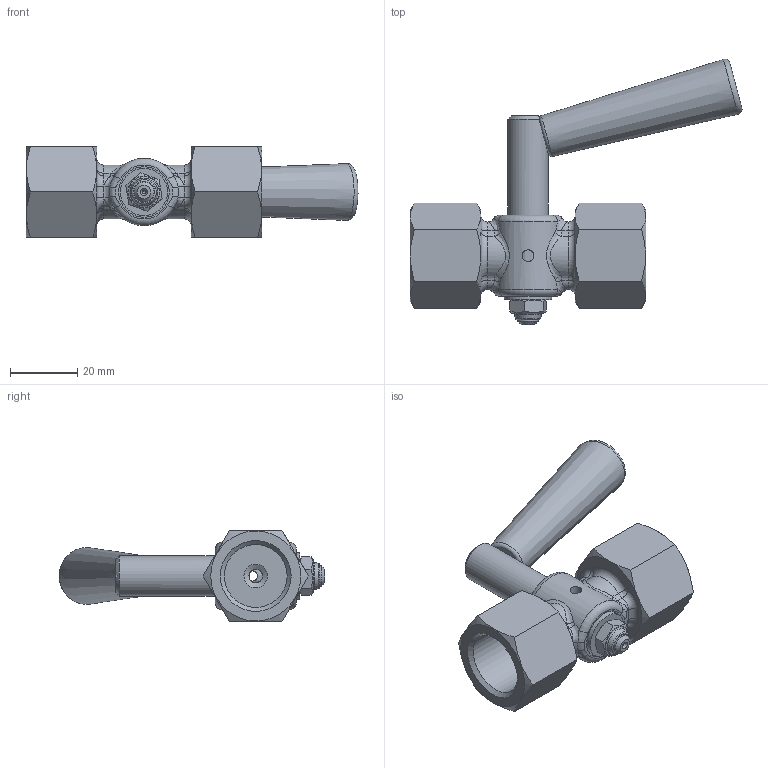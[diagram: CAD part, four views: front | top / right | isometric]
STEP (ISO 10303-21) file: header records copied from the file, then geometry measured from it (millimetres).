
FILE_DESCRIPTION((''),'2;1');
FILE_NAME('S013_13_000.stp','2015-06-01T09:54:50',('kuhn'),(''),'Autodesk Inventor 2013','Autodesk Inventor 2013','');
FILE_SCHEMA(('AUTOMOTIVE_DESIGN { 1 0 10303 214 1 1 1 1 }'));
Length unit declared in the file: millimetre
Products named in the file (1): Bauteil6
Bounding box: 98.51 x 78.82 x 27 mm (x, y, z)
Volume: 38002 mm3; surface area: 17136.3 mm2
Topology: 1 solids, 2 shells, 220 faces, 517 edges, 313 vertices
Faces by surface type: plane 73, cylinder 51, bspline 36, cone 32, torus 28
Full cylindrical faces by diameter (mm): 1 x2, 3 x2, 3.5 x1, 4 x2, 4.917 x1, 6 x3, 6.1 x1, 6.15 x1, 7 x2, 11 x1, 12 x1, 14 x1, 15 x1, 18.631 x2
Entity records: 7272 total; most frequent: CARTESIAN_POINT 2529, DIRECTION 915, ORIENTED_EDGE 892, EDGE_CURVE 446, AXIS2_PLACEMENT_3D 401, EDGE_LOOP 292, VERTEX_POINT 288, STYLED_ITEM 221
